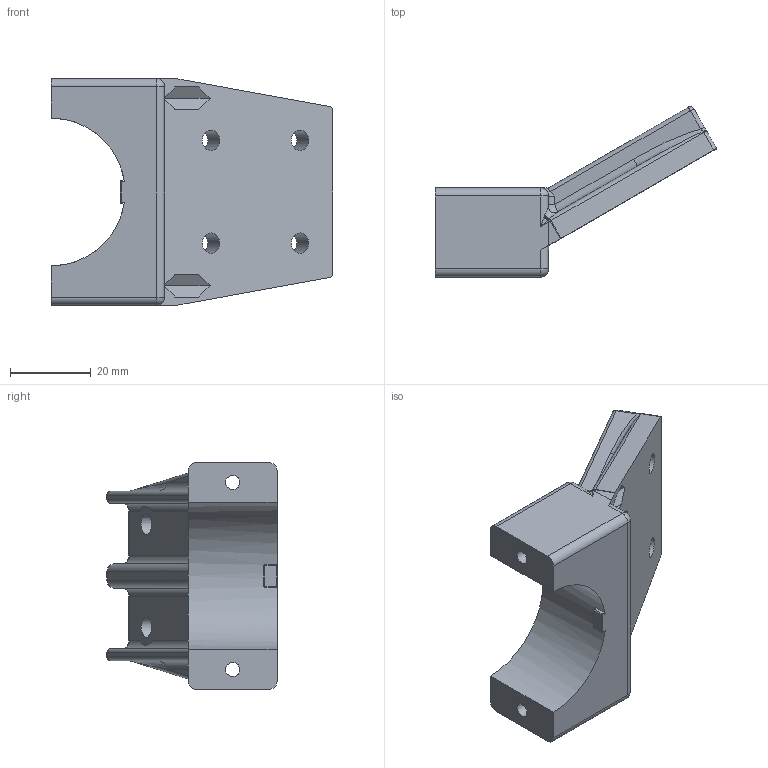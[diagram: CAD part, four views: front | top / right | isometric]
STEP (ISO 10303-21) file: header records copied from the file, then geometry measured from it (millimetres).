
FILE_DESCRIPTION(/* description */ (''),/* implementation_level */ '2;1');
FILE_NAME(/* name */ 'Max_Metal_Bondtech_QR_Mount_Upper v2.step',/* time_stamp */ '2016-03-18T08:25:05-07:00',/* author */ (''),/* organization */ (''),/* preprocessor_version */ 'ST-DEVELOPER v16.2',/* originating_system */ 'Autodesk Translation Framework v4.3.0.3010',/* authorisation */ '');
FILE_SCHEMA (('AUTOMOTIVE_DESIGN { 1 0 10303 214 3 1 1 }'));
Length unit declared in the file: centimetre
Products named in the file (1): Max_Metal_Bondtech_QR_Mount_Upper v2
Bounding box: 69.57 x 42.08 x 56 mm (x, y, z)
Volume: 38617.8 mm3; surface area: 13023 mm2
Topology: 1 solids, 1 shells, 169 faces, 407 edges, 238 vertices
Faces by surface type: cylinder 75, plane 46, bspline 24, sphere 20, torus 4
Full cylindrical faces by diameter (mm): 3.5 x2, 5 x4
Entity records: 5526 total; most frequent: CARTESIAN_POINT 1644, DIRECTION 817, ORIENTED_EDGE 794, EDGE_CURVE 397, AXIS2_PLACEMENT_3D 314, VERTEX_POINT 236, LINE 189, VECTOR 189
